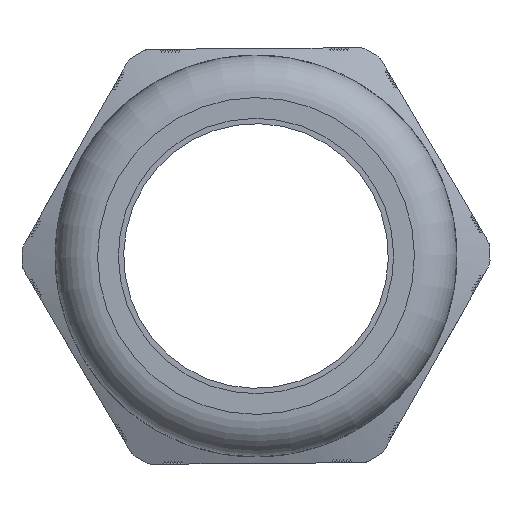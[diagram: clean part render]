
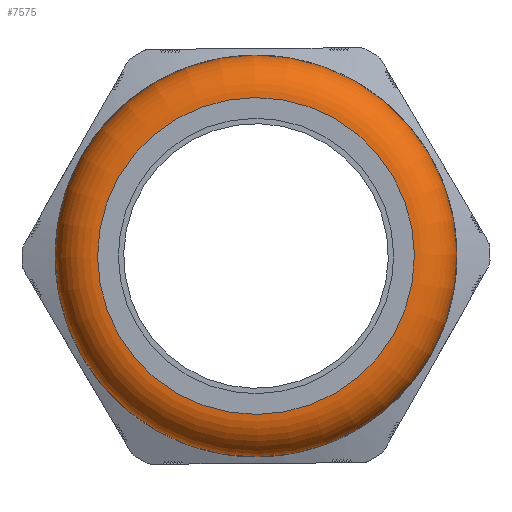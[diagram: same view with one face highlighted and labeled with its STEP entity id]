
A CAD part, left-side view. The second image highlights one B-rep face of the part: STEP entity #7575.
In plain terms, the highlighted toroidal (fillet/blend) face has major radius 22.9 mm and minor radius 6.15 mm.
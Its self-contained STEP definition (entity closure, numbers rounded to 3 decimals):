
#32=TOROIDAL_SURFACE('',#8017,22.9,6.15);
#419=FACE_BOUND('',#1239,.T.);
#821=FACE_OUTER_BOUND('',#1238,.T.);
#1238=EDGE_LOOP('',(#6145));
#1239=EDGE_LOOP('',(#6146));
#2901=CIRCLE('',#8016,22.91);
#2902=CIRCLE('',#8018,29.05);
#3451=VERTEX_POINT('',#16643);
#3452=VERTEX_POINT('',#16646);
#4422=EDGE_CURVE('',#3451,#3451,#2901,.T.);
#4423=EDGE_CURVE('',#3452,#3452,#2902,.T.);
#6145=ORIENTED_EDGE('',*,*,#4423,.F.);
#6146=ORIENTED_EDGE('',*,*,#4422,.T.);
#7575=ADVANCED_FACE('',(#821,#419),#32,.T.);
#8016=AXIS2_PLACEMENT_3D('',#16644,#9166,#9167);
#8017=AXIS2_PLACEMENT_3D('',#16645,#9168,#9169);
#8018=AXIS2_PLACEMENT_3D('',#16647,#9170,#9171);
#9166=DIRECTION('center_axis',(1.,0.,0.));
#9167=DIRECTION('ref_axis',(0.,0.,-1.));
#9168=DIRECTION('center_axis',(1.,0.,0.));
#9169=DIRECTION('ref_axis',(0.,0.,-1.));
#9170=DIRECTION('center_axis',(1.,0.,0.));
#9171=DIRECTION('ref_axis',(0.,0.,-1.));
#16643=CARTESIAN_POINT('',(-31.,22.91,0.));
#16644=CARTESIAN_POINT('Origin',(-31.,0.,0.));
#16645=CARTESIAN_POINT('Origin',(-24.85,0.,0.));
#16646=CARTESIAN_POINT('',(-24.85,29.05,0.));
#16647=CARTESIAN_POINT('Origin',(-24.85,0.,0.));
